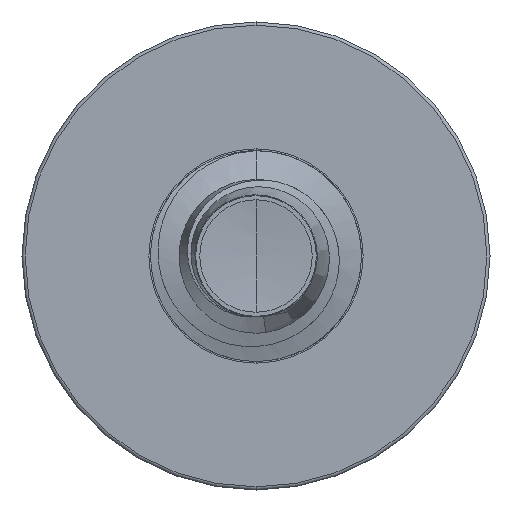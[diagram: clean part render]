
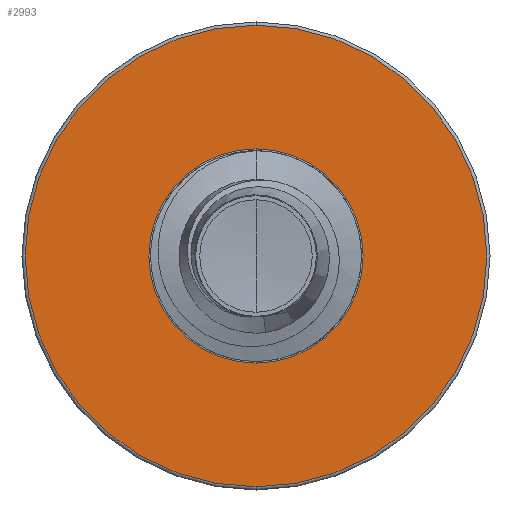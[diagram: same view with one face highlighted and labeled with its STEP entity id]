
A CAD part, front view. The second image highlights one B-rep face of the part: STEP entity #2993.
In plain terms, the highlighted planar face has unit normal (0, -1, 0).
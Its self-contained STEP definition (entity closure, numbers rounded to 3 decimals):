
#14 = AXIS2_PLACEMENT_3D ( 'NONE', #5877, #2225, #6507 ) ;
#108 = AXIS2_PLACEMENT_3D ( 'NONE', #830, #5123, #1464 ) ;
#680 = VERTEX_POINT ( 'NONE', #7033 ) ;
#830 = CARTESIAN_POINT ( 'NONE',  ( 0., 2.25, 0. ) ) ;
#880 = EDGE_CURVE ( 'NONE', #680, #3014, #3154, .T. ) ;
#1214 = FACE_OUTER_BOUND ( 'NONE', #1356, .T. ) ;
#1252 = ORIENTED_EDGE ( 'NONE', *, *, #6536, .F. ) ;
#1356 = EDGE_LOOP ( 'NONE', ( #1252, #1912 ) ) ;
#1375 = CARTESIAN_POINT ( 'NONE',  ( 0., 2.25, 0. ) ) ;
#1464 = DIRECTION ( 'NONE',  ( 0., 0., 1. ) ) ;
#1757 = AXIS2_PLACEMENT_3D ( 'NONE', #1375, #5651, #2013 ) ;
#1912 = ORIENTED_EDGE ( 'NONE', *, *, #6740, .F. ) ;
#2013 = DIRECTION ( 'NONE',  ( 0., 0., 1. ) ) ;
#2225 = DIRECTION ( 'NONE',  ( 0., 1., 0. ) ) ;
#2993 = ADVANCED_FACE ( 'NONE', ( #1214, #4477 ), #4451, .F. ) ;
#3014 = VERTEX_POINT ( 'NONE', #4956 ) ;
#3035 = AXIS2_PLACEMENT_3D ( 'NONE', #4467, #4899, #4432 ) ;
#3094 = CARTESIAN_POINT ( 'NONE',  ( 0., 2.25, 1.973 ) ) ;
#3154 = CIRCLE ( 'NONE', #5130, 0.916 ) ;
#3312 = VERTEX_POINT ( 'NONE', #3094 ) ;
#4161 = CIRCLE ( 'NONE', #1757, 0.916 ) ;
#4413 = EDGE_CURVE ( 'NONE', #3014, #680, #4161, .T. ) ;
#4432 = DIRECTION ( 'NONE',  ( 0., 0., 1. ) ) ;
#4451 = PLANE ( 'NONE',  #3035 ) ;
#4467 = CARTESIAN_POINT ( 'NONE',  ( 0., 2.25, -0.916 ) ) ;
#4477 = FACE_BOUND ( 'NONE', #6803, .T. ) ;
#4899 = DIRECTION ( 'NONE',  ( 0., 1., 0. ) ) ;
#4956 = CARTESIAN_POINT ( 'NONE',  ( 0., 2.25, -0.916 ) ) ;
#5123 = DIRECTION ( 'NONE',  ( 0., 1., 0. ) ) ;
#5130 = AXIS2_PLACEMENT_3D ( 'NONE', #5186, #5184, #5177 ) ;
#5177 = DIRECTION ( 'NONE',  ( 0., 0., 1. ) ) ;
#5184 = DIRECTION ( 'NONE',  ( 0., 1., 0. ) ) ;
#5186 = CARTESIAN_POINT ( 'NONE',  ( 0., 2.25, 0. ) ) ;
#5370 = CIRCLE ( 'NONE', #108, 1.973 ) ;
#5651 = DIRECTION ( 'NONE',  ( 0., 1., 0. ) ) ;
#5877 = CARTESIAN_POINT ( 'NONE',  ( 0., 2.25, 0. ) ) ;
#6165 = VERTEX_POINT ( 'NONE', #7369 ) ;
#6507 = DIRECTION ( 'NONE',  ( 0., 0., 1. ) ) ;
#6536 = EDGE_CURVE ( 'NONE', #3312, #6165, #5370, .T. ) ;
#6740 = EDGE_CURVE ( 'NONE', #6165, #3312, #7208, .T. ) ;
#6803 = EDGE_LOOP ( 'NONE', ( #7256, #7635 ) ) ;
#7033 = CARTESIAN_POINT ( 'NONE',  ( 0., 2.25, 0.916 ) ) ;
#7208 = CIRCLE ( 'NONE', #14, 1.973 ) ;
#7256 = ORIENTED_EDGE ( 'NONE', *, *, #880, .T. ) ;
#7369 = CARTESIAN_POINT ( 'NONE',  ( 0., 2.25, -1.973 ) ) ;
#7635 = ORIENTED_EDGE ( 'NONE', *, *, #4413, .T. ) ;
